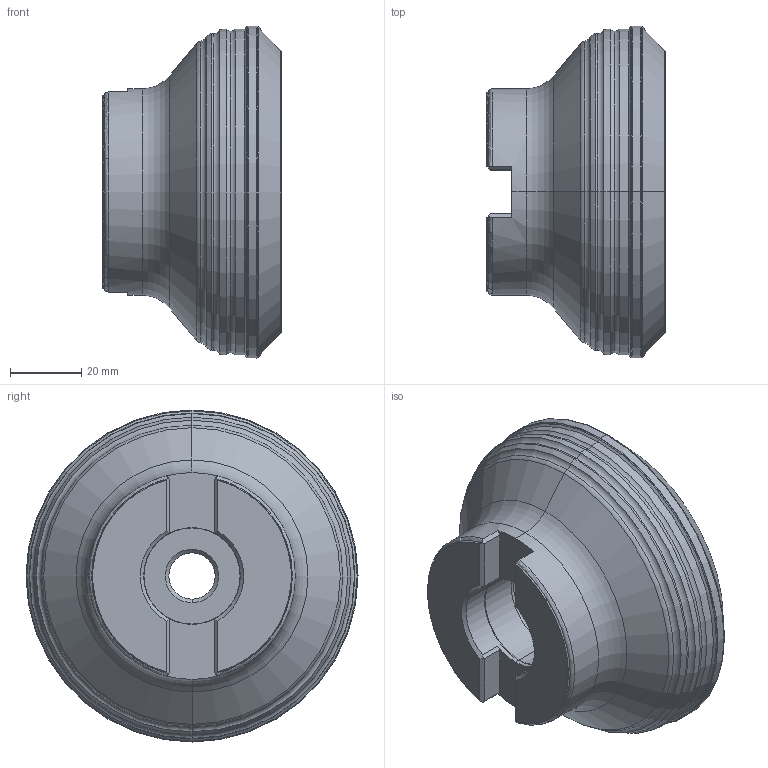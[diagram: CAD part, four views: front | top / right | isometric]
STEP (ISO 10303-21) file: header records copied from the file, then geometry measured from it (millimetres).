
FILE_DESCRIPTION (( 'STEP AP214' ), '1' );
FILE_NAME ('45PP-080-140-8.STEP', '2011-11-15T14:58:34', ( '' ), ( '' ), 'SwSTEP 2.0', 'SolidWorks 2010', '' );
FILE_SCHEMA (( 'AUTOMOTIVE_DESIGN' ));
Length unit declared in the file: millimetre
Products named in the file (1): 45PP-080-140-8
Bounding box: 50 x 93.25 x 93.25 mm (x, y, z)
Volume: 193632.2 mm3; surface area: 29307.1 mm2
Topology: 1 solids, 1 shells, 106 faces, 242 edges, 140 vertices
Faces by surface type: torus 34, cone 34, plane 24, cylinder 14
Entity records: 3034 total; most frequent: CARTESIAN_POINT 573, DIRECTION 562, ORIENTED_EDGE 484, EDGE_CURVE 242, AXIS2_PLACEMENT_3D 237, VERTEX_POINT 140, CIRCLE 130, EDGE_LOOP 110
